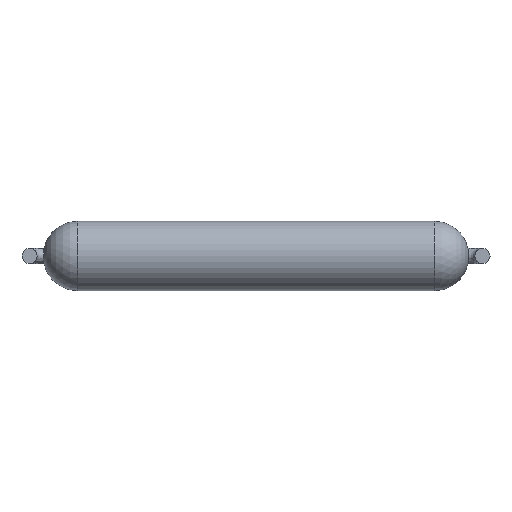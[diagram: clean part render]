
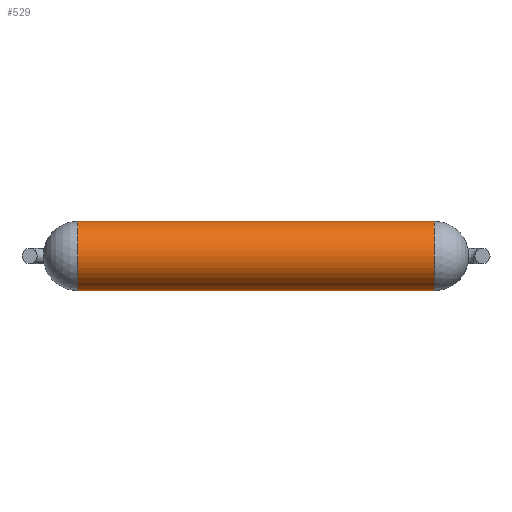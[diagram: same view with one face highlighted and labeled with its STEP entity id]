
A CAD part, front view. The second image highlights one B-rep face of the part: STEP entity #529.
In plain terms, the highlighted cylindrical face has radius 1.15 mm (diameter 2.3 mm), a partial arc.
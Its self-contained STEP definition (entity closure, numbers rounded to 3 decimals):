
#40 = ORIENTED_EDGE ( 'NONE', *, *, #720, .T. ) ;
#70 = ORIENTED_EDGE ( 'NONE', *, *, #571, .T. ) ;
#79 = DIRECTION ( 'NONE',  ( 0., 0., 1. ) ) ;
#160 = VERTEX_POINT ( 'NONE', #292 ) ;
#178 = DIRECTION ( 'NONE',  ( 0., 0., 1. ) ) ;
#222 = ORIENTED_EDGE ( 'NONE', *, *, #896, .F. ) ;
#232 = FACE_OUTER_BOUND ( 'NONE', #869, .T. ) ;
#259 = DIRECTION ( 'NONE',  ( 1., 0., 0. ) ) ;
#292 = CARTESIAN_POINT ( 'NONE',  ( -5.9, 0., -1.15 ) ) ;
#327 = CARTESIAN_POINT ( 'NONE',  ( 7.05, 0., -1.15 ) ) ;
#332 = LINE ( 'NONE', #791, #856 ) ;
#340 = DIRECTION ( 'NONE',  ( -1., 0., 0. ) ) ;
#364 = CIRCLE ( 'NONE', #1261, 1.15 ) ;
#367 = DIRECTION ( 'NONE',  ( -1., 0., 0. ) ) ;
#406 = AXIS2_PLACEMENT_3D ( 'NONE', #1252, #367, #79 ) ;
#407 = DIRECTION ( 'NONE',  ( -1., 0., 0. ) ) ;
#472 = AXIS2_PLACEMENT_3D ( 'NONE', #864, #759, #178 ) ;
#501 = CIRCLE ( 'NONE', #472, 1.15 ) ;
#529 = ADVANCED_FACE ( 'NONE', ( #232 ), #1263, .T. ) ;
#571 = EDGE_CURVE ( 'NONE', #916, #1130, #501, .T. ) ;
#693 = VECTOR ( 'NONE', #340, 1000. ) ;
#707 = ORIENTED_EDGE ( 'NONE', *, *, #1120, .T. ) ;
#720 = EDGE_CURVE ( 'NONE', #1130, #761, #332, .T. ) ;
#759 = DIRECTION ( 'NONE',  ( -1., 0., 0. ) ) ;
#761 = VERTEX_POINT ( 'NONE', #795 ) ;
#791 = CARTESIAN_POINT ( 'NONE',  ( 7.05, 0., 1.15 ) ) ;
#795 = CARTESIAN_POINT ( 'NONE',  ( -5.9, 0., 1.15 ) ) ;
#856 = VECTOR ( 'NONE', #407, 1000. ) ;
#858 = LINE ( 'NONE', #327, #693 ) ;
#864 = CARTESIAN_POINT ( 'NONE',  ( 5.9, 0., 0. ) ) ;
#869 = EDGE_LOOP ( 'NONE', ( #222, #70, #40, #707 ) ) ;
#896 = EDGE_CURVE ( 'NONE', #916, #160, #858, .T. ) ;
#916 = VERTEX_POINT ( 'NONE', #1119 ) ;
#939 = CARTESIAN_POINT ( 'NONE',  ( 5.9, 0., 1.15 ) ) ;
#943 = DIRECTION ( 'NONE',  ( 0., 0., 1. ) ) ;
#1119 = CARTESIAN_POINT ( 'NONE',  ( 5.9, 0., -1.15 ) ) ;
#1120 = EDGE_CURVE ( 'NONE', #761, #160, #364, .T. ) ;
#1130 = VERTEX_POINT ( 'NONE', #939 ) ;
#1230 = CARTESIAN_POINT ( 'NONE',  ( -5.9, 0., 0. ) ) ;
#1252 = CARTESIAN_POINT ( 'NONE',  ( 7.05, 0., 0. ) ) ;
#1261 = AXIS2_PLACEMENT_3D ( 'NONE', #1230, #259, #943 ) ;
#1263 = CYLINDRICAL_SURFACE ( 'NONE', #406, 1.15 ) ;
